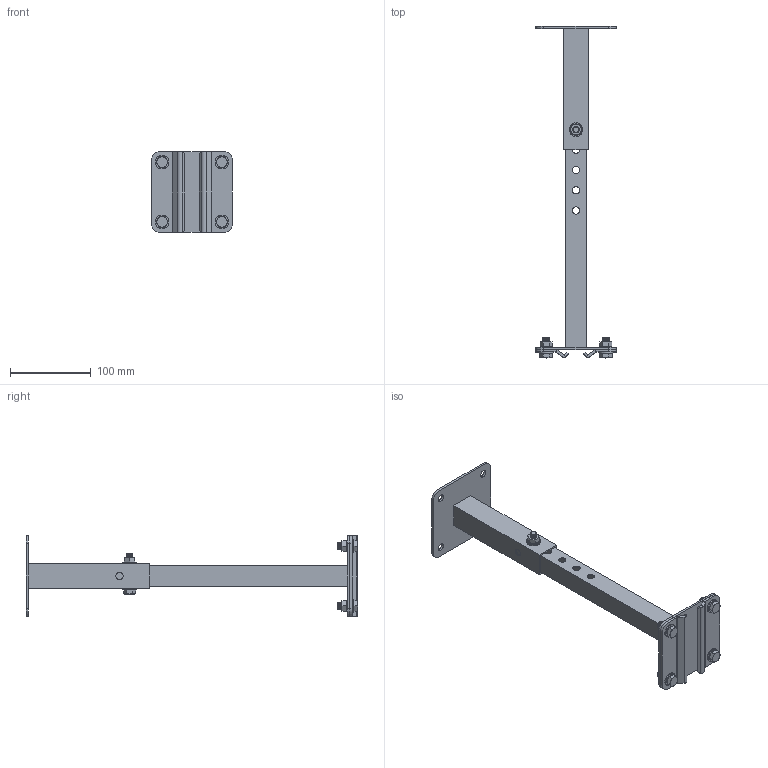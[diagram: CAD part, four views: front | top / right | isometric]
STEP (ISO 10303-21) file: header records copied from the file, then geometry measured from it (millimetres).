
FILE_DESCRIPTION (( 'STEP AP203' ), '1' );
FILE_NAME ('T84160.STEP', '2018-09-18T14:13:39', ( '' ), ( '' ), 'SwSTEP 2.0', 'SolidWorks 2016', '' );
FILE_SCHEMA (( 'CONFIG_CONTROL_DESIGN' ));
Length unit declared in the file: millimetre
Products named in the file (11): TH1380; TH1378; TH1379; F936; Hex Bolt_ISO 4016 - M8 x 45 x 22-WS; TH1377; TH1273; Hex Screw GradeC_Doughty Fastners_ISO 4018 - M8 x 20-WS; A Washer_Bright washer BS 4320 - M8 (Form A); T84160; TH3329
Assembly tree (24 placements, depth 3):
  T84160
    TH1379
      TH1378
      TH3329
    TH1377
      TH1380
      TH3329
    A Washer_Bright washer BS 4320 - M8 (Form A)  x6
    Hex Bolt_ISO 4016 - M8 x 45 x 22-WS
    F936  x5
    TH1273  x2
    Hex Screw GradeC_Doughty Fastners_ISO 4018 - M8 x 20-WS  x4
Bounding box: 100 x 410.27 x 100 mm (x, y, z)
Volume: 173275.8 mm3; surface area: 161339.8 mm2
Topology: 22 solids, 22 shells, 1288 faces, 3329 edges, 2090 vertices
Faces by surface type: cylinder 621, cone 352, plane 311, bspline 4
Entity records: 15838 total; most frequent: DIRECTION 2749, CARTESIAN_POINT 2565, ORIENTED_EDGE 2346, EDGE_CURVE 1173, AXIS2_PLACEMENT_3D 1126, VERTEX_POINT 736, CIRCLE 644, EDGE_LOOP 505
